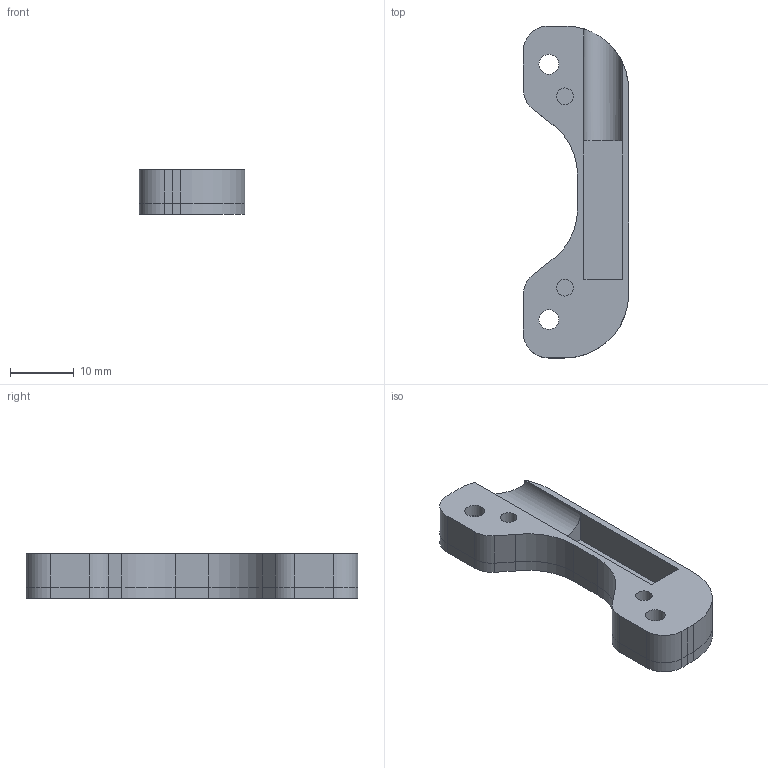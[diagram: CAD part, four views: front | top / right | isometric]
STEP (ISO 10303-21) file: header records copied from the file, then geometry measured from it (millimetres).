
FILE_DESCRIPTION(('FreeCAD Model'),'2;1');
FILE_NAME('Open CASCADE Shape Model','2022-02-11T09:41:24',('Author'),( ''),'Open CASCADE STEP processor 7.5','FreeCAD','Unknown');
FILE_SCHEMA(('AUTOMOTIVE_DESIGN { 1 0 10303 214 1 1 1 1 }'));
Length unit declared in the file: millimetre
Products named in the file (1): Ylimv2Top
Bounding box: 16.5 x 52 x 7 mm (x, y, z)
Volume: 3124.5 mm3; surface area: 2785.7 mm2
Topology: 1 solids, 1 shells, 54 faces, 126 edges, 78 vertices
Faces by surface type: plane 31, cylinder 23
Full cylindrical faces by diameter (mm): 2.6 x2, 3.1 x2, 6 x2
Entity records: 3353 total; most frequent: CARTESIAN_POINT 707, DIRECTION 510, LINE 297, VECTOR 297, ORIENTED_EDGE 252, PCURVE 252, DEFINITIONAL_REPRESENTATION 252, EDGE_CURVE 126
